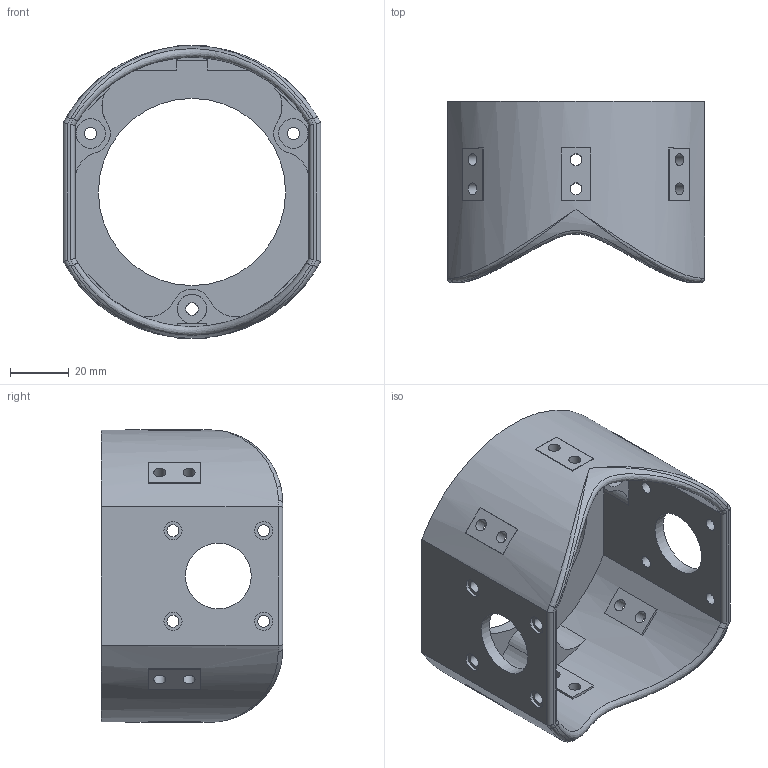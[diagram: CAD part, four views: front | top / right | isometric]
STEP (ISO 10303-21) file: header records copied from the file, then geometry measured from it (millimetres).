
FILE_DESCRIPTION(/* description */ (''),/* implementation_level */ '2;1');
FILE_NAME(/* name */ 'Tilt Chassis_ipt_ccee0cc2.STEP',/* time_stamp */ '2024-05-29T16:43:53+01:00',/* author */ ('rlndo'),/* organization */ (''),/* preprocessor_version */ 'ST-DEVELOPER v16.13',/* originating_system */ 'Autodesk Inventor 2018',/* authorisation */ '');
FILE_SCHEMA (('AUTOMOTIVE_DESIGN { 1 0 10303 214 3 1 1 }'));
Length unit declared in the file: millimetre
Products named in the file (1): Tilt Chassis
Bounding box: 88 x 62 x 100 mm (x, y, z)
Volume: 81525.1 mm3; surface area: 42856.5 mm2
Topology: 1 solids, 1 shells, 182 faces, 440 edges, 278 vertices
Faces by surface type: plane 105, cylinder 61, torus 8, bspline 6, cone 2
Full cylindrical faces by diameter (mm): 4.1 x22, 4.2 x3, 6.2 x8, 10.1 x6, 22.5 x2, 64 x1
Entity records: 6524 total; most frequent: CARTESIAN_POINT 2231, DIRECTION 902, ORIENTED_EDGE 778, EDGE_CURVE 389, AXIS2_PLACEMENT_3D 356, EDGE_LOOP 300, VERTEX_POINT 275, LINE 190
